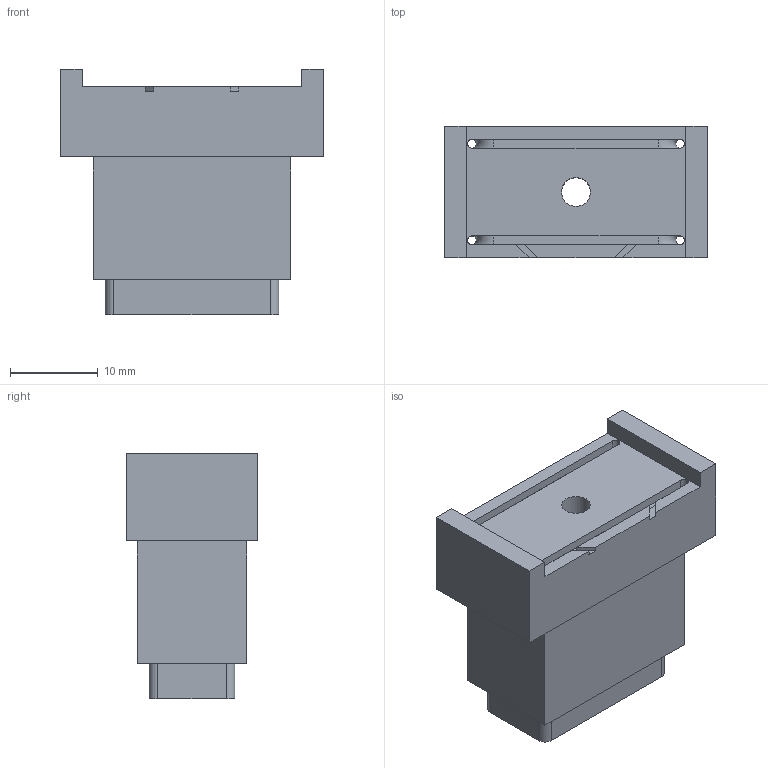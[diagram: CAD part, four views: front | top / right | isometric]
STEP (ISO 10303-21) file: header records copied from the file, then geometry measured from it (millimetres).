
FILE_DESCRIPTION(/* description */ (''),/* implementation_level */ '2;1');
FILE_NAME(/* name */ '10x20mm_Cuvette_Top_V2.stp',/* time_stamp */ '2018-08-28T10:33:13+02:00',/* author */ ('voigt'),/* organization */ (''),/* preprocessor_version */ 'ST-DEVELOPER v16.1',/* originating_system */ 'Autodesk Inventor 2016',/* authorisation */ '');
FILE_SCHEMA (('AUTOMOTIVE_DESIGN { 1 0 10303 214 3 1 1 }'));
Length unit declared in the file: millimetre
Products named in the file (1): 10x20mm_Cuvette_Top_V2
Bounding box: 30 x 15 x 28 mm (x, y, z)
Volume: 8161.5 mm3; surface area: 3412 mm2
Topology: 1 solids, 1 shells, 46 faces, 137 edges, 92 vertices
Faces by surface type: plane 33, cylinder 9, torus 4
Full cylindrical faces by diameter (mm): 1 x4, 3.3 x1
Entity records: 1586 total; most frequent: CARTESIAN_POINT 348, ORIENTED_EDGE 254, DIRECTION 238, EDGE_CURVE 127, LINE 92, VECTOR 92, VERTEX_POINT 87, AXIS2_PLACEMENT_3D 73
